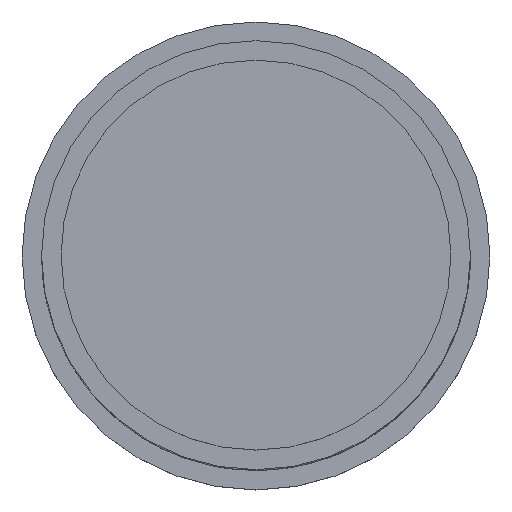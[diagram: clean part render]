
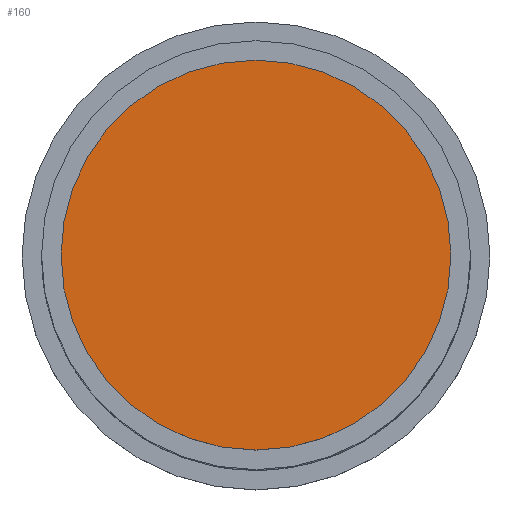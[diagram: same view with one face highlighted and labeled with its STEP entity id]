
A CAD part, top view. The second image highlights one B-rep face of the part: STEP entity #160.
In plain terms, the highlighted planar face has unit normal (0, 0, 1).
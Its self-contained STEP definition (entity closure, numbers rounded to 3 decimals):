
#2 = VERTEX_POINT ( 'NONE', #245 ) ;
#4 = AXIS2_PLACEMENT_3D ( 'NONE', #18, #128, #77 ) ;
#18 = CARTESIAN_POINT ( 'NONE',  ( 0., 0., 77.45 ) ) ;
#77 = DIRECTION ( 'NONE',  ( 1., 0., 0. ) ) ;
#128 = DIRECTION ( 'NONE',  ( 0., 0., 1. ) ) ;
#146 = CARTESIAN_POINT ( 'NONE',  ( 0., 0., 77.45 ) ) ;
#149 = CIRCLE ( 'NONE', #581, 10. ) ;
#160 = ADVANCED_FACE ( 'NONE', ( #342 ), #446, .T. ) ;
#245 = CARTESIAN_POINT ( 'NONE',  ( 10., 0., 77.45 ) ) ;
#248 = CARTESIAN_POINT ( 'NONE',  ( -10., 0., 77.45 ) ) ;
#268 = CARTESIAN_POINT ( 'NONE',  ( 0., 0., 77.45 ) ) ;
#297 = CIRCLE ( 'NONE', #4, 10. ) ;
#302 = DIRECTION ( 'NONE',  ( 1., 0., 0. ) ) ;
#313 = AXIS2_PLACEMENT_3D ( 'NONE', #268, #460, #658 ) ;
#342 = FACE_OUTER_BOUND ( 'NONE', #353, .T. ) ;
#353 = EDGE_LOOP ( 'NONE', ( #389, #360 ) ) ;
#360 = ORIENTED_EDGE ( 'NONE', *, *, #507, .T. ) ;
#383 = EDGE_CURVE ( 'NONE', #492, #2, #297, .T. ) ;
#389 = ORIENTED_EDGE ( 'NONE', *, *, #383, .T. ) ;
#446 = PLANE ( 'NONE',  #313 ) ;
#460 = DIRECTION ( 'NONE',  ( 0., 0., 1. ) ) ;
#492 = VERTEX_POINT ( 'NONE', #248 ) ;
#507 = EDGE_CURVE ( 'NONE', #2, #492, #149, .T. ) ;
#578 = DIRECTION ( 'NONE',  ( 0., 0., 1. ) ) ;
#581 = AXIS2_PLACEMENT_3D ( 'NONE', #146, #578, #302 ) ;
#658 = DIRECTION ( 'NONE',  ( 1., 0., 0. ) ) ;
